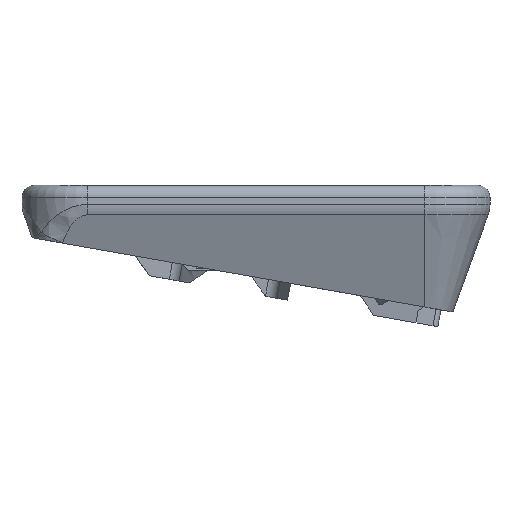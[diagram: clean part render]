
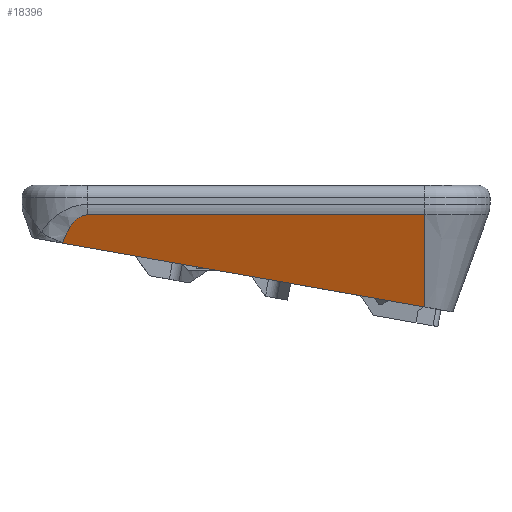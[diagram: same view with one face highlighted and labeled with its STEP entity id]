
A CAD part, front view. The second image highlights one B-rep face of the part: STEP entity #18396.
In plain terms, the highlighted planar face has unit normal (0, -0.94, -0.342).
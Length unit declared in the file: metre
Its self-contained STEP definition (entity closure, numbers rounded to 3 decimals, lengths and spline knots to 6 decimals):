
#880=LINE('',#27011,#2642);
#1355=LINE('',#28710,#3117);
#1356=LINE('',#28712,#3118);
#1357=LINE('',#28716,#3119);
#2642=VECTOR('',#21288,1.);
#3117=VECTOR('',#22667,1.);
#3118=VECTOR('',#22668,1.);
#3119=VECTOR('',#22671,1.);
#4379=ELLIPSE('',#19781,0.024852,0.0085);
#5852=ORIENTED_EDGE('',*,*,#11038,.T.);
#5853=ORIENTED_EDGE('',*,*,#11039,.T.);
#5854=ORIENTED_EDGE('',*,*,#11040,.T.);
#5855=ORIENTED_EDGE('',*,*,#11041,.T.);
#5856=ORIENTED_EDGE('',*,*,#10283,.F.);
#10283=EDGE_CURVE('',#13046,#13047,#880,.T.);
#11038=EDGE_CURVE('',#13046,#13604,#1355,.T.);
#11039=EDGE_CURVE('',#13604,#13605,#1356,.F.);
#11040=EDGE_CURVE('',#13605,#13606,#4379,.T.);
#11041=EDGE_CURVE('',#13606,#13047,#1357,.T.);
#13046=VERTEX_POINT('',#27010);
#13047=VERTEX_POINT('',#27012);
#13604=VERTEX_POINT('',#28711);
#13605=VERTEX_POINT('',#28713);
#13606=VERTEX_POINT('',#28715);
#15435=EDGE_LOOP('',(#5852,#5853,#5854,#5855,#5856));
#16655=FACE_BOUND('',#15435,.T.);
#17762=PLANE('',#19780);
#18396=ADVANCED_FACE('',(#16655),#17762,.T.);
#19780=AXIS2_PLACEMENT_3D('',#28709,#22665,#22666);
#19781=AXIS2_PLACEMENT_3D('',#28714,#22669,#22670);
#21288=DIRECTION('',(-0.983,-0.063,0.173));
#22665=DIRECTION('',(0.,-0.94,-0.342));
#22666=DIRECTION('',(1.,0.,0.));
#22667=DIRECTION('',(0.,-0.342,0.94));
#22668=DIRECTION('',(1.,0.,0.));
#22669=DIRECTION('',(0.,-0.94,-0.342));
#22670=DIRECTION('',(0.,0.342,-0.94));
#22671=DIRECTION('',(0.,0.342,-0.94));
#27010=CARTESIAN_POINT('',(0.0751,-0.044647,-0.000285));
#27011=CARTESIAN_POINT('',(0.03803,-0.047026,0.006251));
#27012=CARTESIAN_POINT('',(-0.0139,-0.050358,0.015408));
#28709=CARTESIAN_POINT('',(0.0381,-0.047153,0.0066));
#28710=CARTESIAN_POINT('',(0.0751,-0.047153,0.0066));
#28711=CARTESIAN_POINT('',(0.0751,-0.052888,0.022357));
#28712=CARTESIAN_POINT('',(0.0381,-0.052888,0.022357));
#28713=CARTESIAN_POINT('',(-0.0079,-0.052888,0.022357));
#28714=CARTESIAN_POINT('',(-0.0079,-0.044388,-0.000996));
#28715=CARTESIAN_POINT('',(-0.0139,-0.050408,0.015546));
#28716=CARTESIAN_POINT('',(-0.0139,-0.05334,0.0236));
